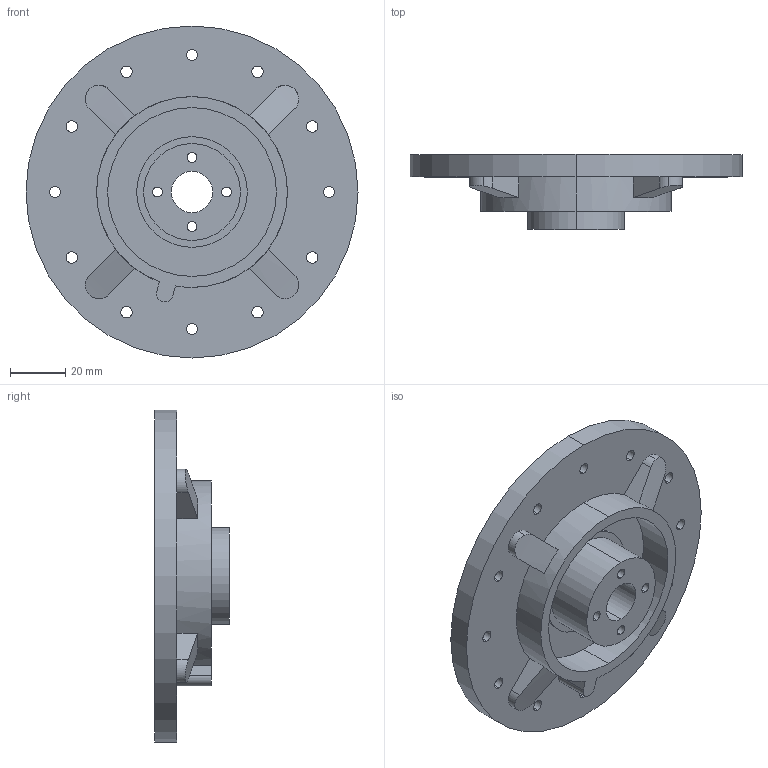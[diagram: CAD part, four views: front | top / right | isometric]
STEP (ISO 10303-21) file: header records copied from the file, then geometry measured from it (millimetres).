
FILE_DESCRIPTION(('FreeCAD Model'),'2;1');
FILE_NAME('Open CASCADE Shape Model','2021-05-01T00:47:03',('Author'),( ''),'Open CASCADE STEP processor 7.5','FreeCAD','Unknown');
FILE_SCHEMA(('AUTOMOTIVE_DESIGN { 1 0 10303 214 1 1 1 1 }'));
Length unit declared in the file: millimetre
Products named in the file (1): J1 coupler 8mm_J1 coupler
Bounding box: 120 x 27 x 120 mm (x, y, z)
Volume: 114741.3 mm3; surface area: 37087.3 mm2
Topology: 1 solids, 1 shells, 92 faces, 238 edges, 156 vertices
Faces by surface type: cylinder 60, plane 20, cone 12
Entity records: 7222 total; most frequent: CARTESIAN_POINT 2325, DIRECTION 952, ORIENTED_EDGE 476, PCURVE 476, DEFINITIONAL_REPRESENTATION 476, LINE 424, VECTOR 424, EDGE_CURVE 238
